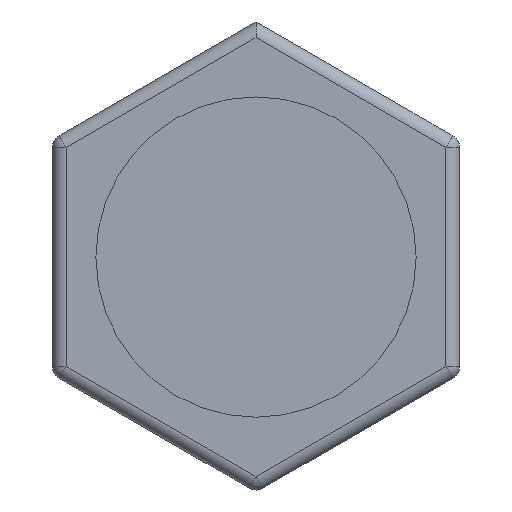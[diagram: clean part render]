
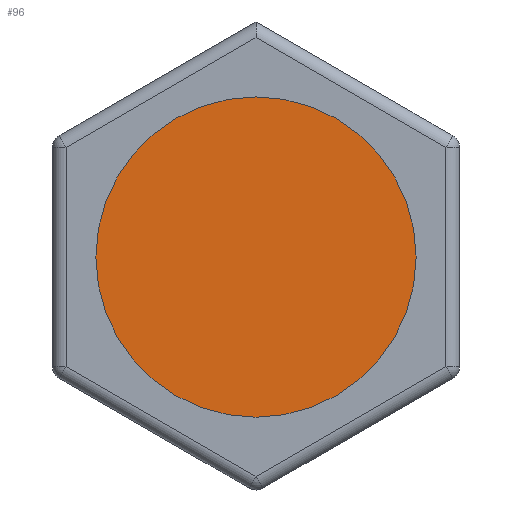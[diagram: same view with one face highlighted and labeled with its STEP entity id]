
A CAD part, front view. The second image highlights one B-rep face of the part: STEP entity #96.
In plain terms, the highlighted planar face has unit normal (0, -1, 0).
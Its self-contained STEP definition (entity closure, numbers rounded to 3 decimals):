
#96 = ADVANCED_FACE( '', ( #215 ), #216, .F. );
#215 = FACE_OUTER_BOUND( '', #355, .T. );
#216 = PLANE( '', #356 );
#355 = EDGE_LOOP( '', ( #553 ) );
#356 = AXIS2_PLACEMENT_3D( '', #554, #555, #556 );
#553 = ORIENTED_EDGE( '', *, *, #813, .F. );
#554 = CARTESIAN_POINT( '', ( 0., -31.4, 0. ) );
#555 = DIRECTION( '', ( 0., 1., 0. ) );
#556 = DIRECTION( '', ( 0., 0., 1. ) );
#813 = EDGE_CURVE( '', #959, #959, #960, .T. );
#959 = VERTEX_POINT( '', #1137 );
#960 = CIRCLE( '', #1138, 5.9 );
#1137 = CARTESIAN_POINT( '', ( 5.11, -31.4, 2.95 ) );
#1138 = AXIS2_PLACEMENT_3D( '', #1305, #1306, #1307 );
#1305 = CARTESIAN_POINT( '', ( 0., -31.4, 0. ) );
#1306 = DIRECTION( '', ( 0., 1., 0. ) );
#1307 = DIRECTION( '', ( 0.866, 0., 0.5 ) );
